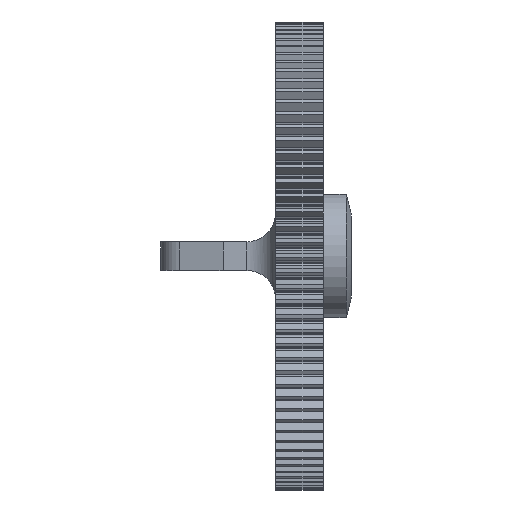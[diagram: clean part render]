
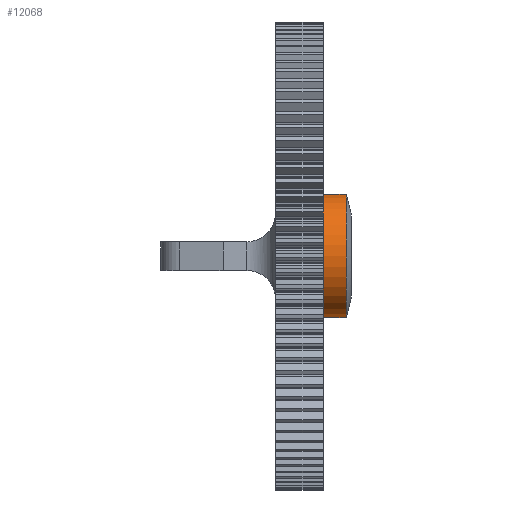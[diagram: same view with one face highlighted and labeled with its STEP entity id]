
A CAD part, top view. The second image highlights one B-rep face of the part: STEP entity #12068.
In plain terms, the highlighted cylindrical face has radius 6.45 mm (diameter 12.9 mm), a partial arc.
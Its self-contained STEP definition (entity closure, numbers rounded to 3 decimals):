
#18 = AXIS2_PLACEMENT_3D ( 'NONE', #20794, #4664, #9959 ) ;
#263 = CARTESIAN_POINT ( 'NONE',  ( 2.5, 0., 0. ) ) ;
#585 = VECTOR ( 'NONE', #13377, 1000. ) ;
#735 = CARTESIAN_POINT ( 'NONE',  ( 4.9, 0., 0. ) ) ;
#926 = VERTEX_POINT ( 'NONE', #8279 ) ;
#1397 = AXIS2_PLACEMENT_3D ( 'NONE', #735, #5050, #19307 ) ;
#4428 = CARTESIAN_POINT ( 'NONE',  ( 5.4, 6.45, 0. ) ) ;
#4664 = DIRECTION ( 'NONE',  ( 1., 0., 0. ) ) ;
#5050 = DIRECTION ( 'NONE',  ( 1., 0., 0. ) ) ;
#5095 = CYLINDRICAL_SURFACE ( 'NONE', #18, 6.45 ) ;
#6436 = FACE_OUTER_BOUND ( 'NONE', #12928, .T. ) ;
#7425 = DIRECTION ( 'NONE',  ( 1., 0., 0. ) ) ;
#7456 = ORIENTED_EDGE ( 'NONE', *, *, #18392, .F. ) ;
#8279 = CARTESIAN_POINT ( 'NONE',  ( 2.5, 6.45, 0. ) ) ;
#9341 = LINE ( 'NONE', #12637, #19434 ) ;
#9959 = DIRECTION ( 'NONE',  ( 0., 1., 0. ) ) ;
#11409 = DIRECTION ( 'NONE',  ( 0., 1., 0. ) ) ;
#11919 = VERTEX_POINT ( 'NONE', #21859 ) ;
#12068 = ADVANCED_FACE ( 'NONE', ( #6436 ), #5095, .T. ) ;
#12608 = VERTEX_POINT ( 'NONE', #13299 ) ;
#12637 = CARTESIAN_POINT ( 'NONE',  ( 5.4, -6.45, 0. ) ) ;
#12653 = EDGE_CURVE ( 'NONE', #926, #14811, #21375, .T. ) ;
#12661 = CIRCLE ( 'NONE', #1397, 6.45 ) ;
#12928 = EDGE_LOOP ( 'NONE', ( #16221, #20363, #14574, #7456 ) ) ;
#13299 = CARTESIAN_POINT ( 'NONE',  ( 4.9, 6.45, 0. ) ) ;
#13377 = DIRECTION ( 'NONE',  ( 1., 0., 0. ) ) ;
#14334 = EDGE_CURVE ( 'NONE', #14811, #11919, #9341, .T. ) ;
#14574 = ORIENTED_EDGE ( 'NONE', *, *, #15919, .F. ) ;
#14811 = VERTEX_POINT ( 'NONE', #20579 ) ;
#15919 = EDGE_CURVE ( 'NONE', #12608, #11919, #12661, .T. ) ;
#16221 = ORIENTED_EDGE ( 'NONE', *, *, #12653, .T. ) ;
#18173 = DIRECTION ( 'NONE',  ( 1., 0., 0. ) ) ;
#18392 = EDGE_CURVE ( 'NONE', #926, #12608, #18456, .T. ) ;
#18456 = LINE ( 'NONE', #4428, #585 ) ;
#19307 = DIRECTION ( 'NONE',  ( 0., 1., 0. ) ) ;
#19434 = VECTOR ( 'NONE', #18173, 1000. ) ;
#20363 = ORIENTED_EDGE ( 'NONE', *, *, #14334, .T. ) ;
#20579 = CARTESIAN_POINT ( 'NONE',  ( 2.5, -6.45, 0. ) ) ;
#20794 = CARTESIAN_POINT ( 'NONE',  ( 5.4, 0., 0. ) ) ;
#21375 = CIRCLE ( 'NONE', #23252, 6.45 ) ;
#21859 = CARTESIAN_POINT ( 'NONE',  ( 4.9, -6.45, 0. ) ) ;
#23252 = AXIS2_PLACEMENT_3D ( 'NONE', #263, #7425, #11409 ) ;
